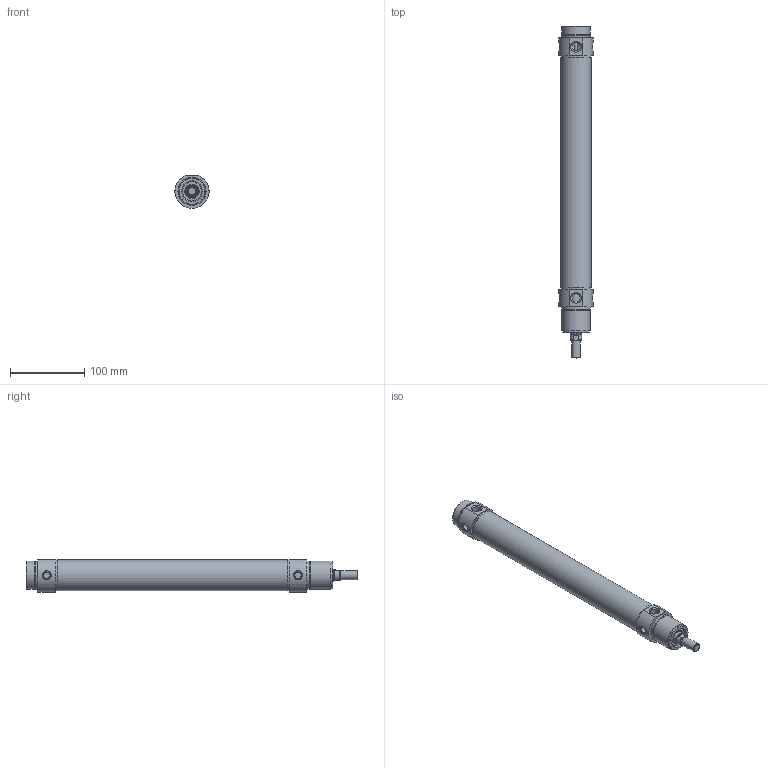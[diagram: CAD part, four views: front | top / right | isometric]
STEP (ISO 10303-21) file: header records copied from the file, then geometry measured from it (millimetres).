
FILE_DESCRIPTION((''),'2;1');
FILE_NAME('IDM040.250.GS.M.stp','2014-07-14T16:16:12',('carlo.corazza'),(''),'Autodesk Inventor 2012','Autodesk Inventor 2012','');
FILE_SCHEMA(('AUTOMOTIVE_DESIGN { 1 0 10303 214 1 1 1 1 }'));
Length unit declared in the file: millimetre
Products named in the file (5): IDM040..GS.M; TP; STELO-250; CORPO-250; TA
Assembly tree (4 placements, depth 2):
  IDM040..GS.M
    TP
    STELO-250
    CORPO-250
    TA
Bounding box: 46 x 448 x 44 mm (x, y, z)
Volume: 228601.5 mm3; surface area: 125439.9 mm2
Topology: 4 solids, 6 shells, 117 faces, 227 edges, 149 vertices
Faces by surface type: plane 44, cylinder 40, cone 25, torus 8
Full cylindrical faces by diameter (mm): 4 x1, 8.917 x4, 10 x1, 11.445 x2, 12 x5, 13 x1, 15 x1, 16 x2, 16.8 x1, 16.847 x1, 18 x1, 20 x2, 26 x3, 36 x4, 38 x4, 40 x1, 41.6 x3
Entity records: 3014 total; most frequent: CARTESIAN_POINT 691, DIRECTION 476, ORIENTED_EDGE 272, AXIS2_PLACEMENT_3D 231, EDGE_LOOP 220, EDGE_CURVE 136, VERTEX_POINT 126, FACE_OUTER_BOUND 117
